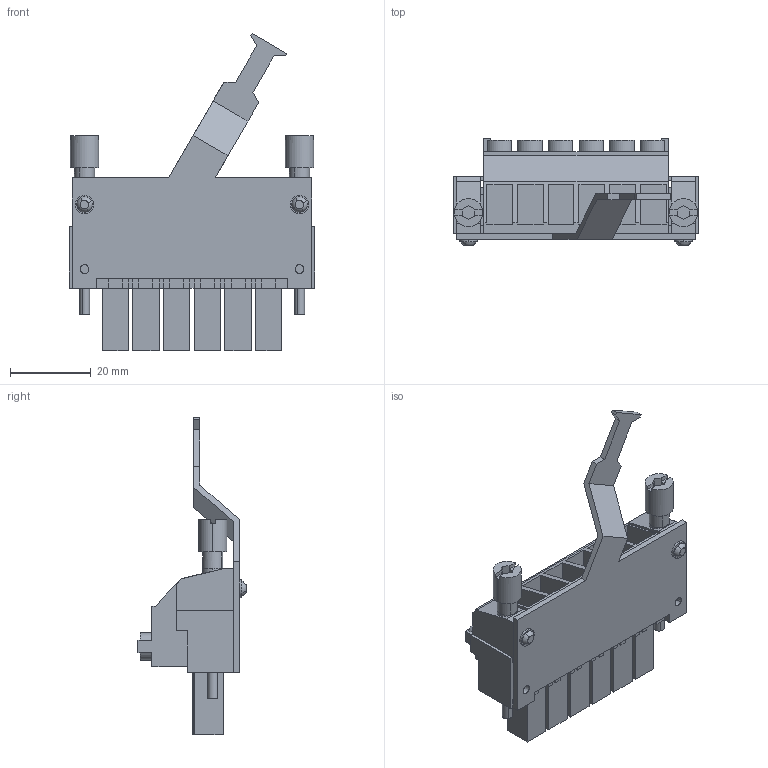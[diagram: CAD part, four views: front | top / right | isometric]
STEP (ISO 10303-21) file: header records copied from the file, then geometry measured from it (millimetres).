
FILE_DESCRIPTION(('CATIA V5R24 STEP','CAx-IF Rec.Pracs.--- Model Styling and Organization---1.2---2011-12-15'),'2;1');
FILE_NAME ('D1459329_0_1929880000_1929880000.stp','2018-02-05T11:58:52+00:00',('none'),('Weidmueller'),'CATIA Version 5-6 Release 2014 SP4 HF52','CATIA V5 STEP AP214','none');
FILE_SCHEMA(('AUTOMOTIVE_DESIGN { 1 0 10303 214 1 1 1 1 }'));
Length unit declared in the file: millimetre
Products named in the file (1): 1929880000
Bounding box: 60.96 x 26.8 x 78.67 mm (x, y, z)
Volume: 28104.9 mm3; surface area: 21999.5 mm2
Topology: 14 solids, 16 shells, 762 faces, 2090 edges, 1401 vertices
Faces by surface type: plane 658, cylinder 84, extrusion 12, sphere 8
Entity records: 23723 total; most frequent: CARTESIAN_POINT 4733, ORIENTED_EDGE 4180, DIRECTION 3122, EDGE_CURVE 2090, VECTOR 1850, LINE 1838, VERTEX_POINT 1401, EDGE_LOOP 831
